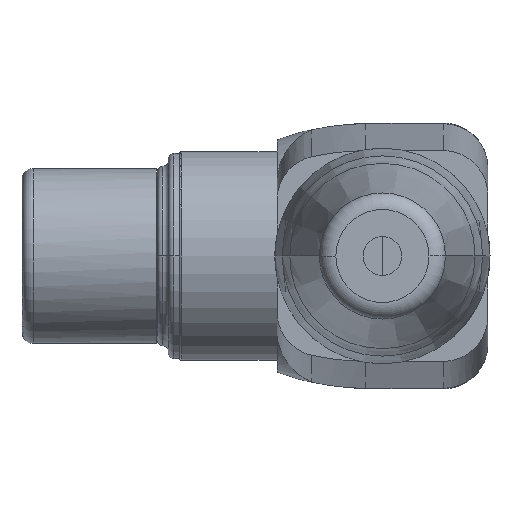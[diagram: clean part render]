
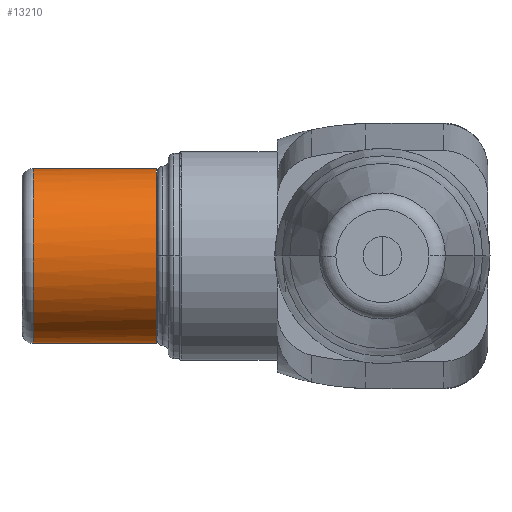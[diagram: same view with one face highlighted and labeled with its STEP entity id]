
A CAD part, front view. The second image highlights one B-rep face of the part: STEP entity #13210.
In plain terms, the highlighted cylindrical face has radius 7.9 mm (diameter 15.8 mm), a partial arc.
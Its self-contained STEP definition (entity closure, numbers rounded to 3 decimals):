
#4233=CARTESIAN_POINT('',(-2.1,5.515,-5.657));
#4244=CARTESIAN_POINT('',(-9.4,0.,0.));
#4245=DIRECTION('',(-1.,0.,0.));
#4246=DIRECTION('',(0.,0.962,0.272));
#4247=AXIS2_PLACEMENT_3D('',#4244,#4245,#4246);
#4249=DIRECTION('',(-1.,0.,0.));
#4250=VECTOR('',#4249,7.3);
#4251=CARTESIAN_POINT('',(-2.1,7.726,1.65));
#4252=LINE('',#4251,#4250);
#4253=CARTESIAN_POINT('',(-2.1,0.,0.));
#4254=DIRECTION('',(1.,0.,0.));
#4255=DIRECTION('',(0.,0.978,0.209));
#4256=AXIS2_PLACEMENT_3D('',#4253,#4254,#4255);
#4258=CARTESIAN_POINT('',(-2.1,5.515,-5.657));
#4259=CARTESIAN_POINT('',(-2.1,5.481,-5.69));
#4260=CARTESIAN_POINT('',(-2.105,5.416,
-5.752));
#4261=CARTESIAN_POINT('',(-2.125,5.328,
-5.833));
#4262=CARTESIAN_POINT('',(-2.152,5.248,
-5.905));
#4263=CARTESIAN_POINT('',(-2.186,5.174,
-5.97));
#4264=CARTESIAN_POINT('',(-2.228,5.104,
-6.03));
#4265=CARTESIAN_POINT('',(-2.278,5.038,
-6.085));
#4266=CARTESIAN_POINT('',(-2.333,4.979,
-6.133));
#4267=CARTESIAN_POINT('',(-2.392,4.929,
-6.174));
#4268=CARTESIAN_POINT('',(-2.458,4.886,
-6.208));
#4269=CARTESIAN_POINT('',(-2.532,4.852,
-6.235));
#4270=CARTESIAN_POINT('',(-2.614,4.829,
-6.253));
#4271=CARTESIAN_POINT('',(-2.671,4.823,
-6.257));
#4272=CARTESIAN_POINT('',(-2.7,4.823,-6.257));
#4274=DIRECTION('',(-1.,0.,0.));
#4275=VECTOR('',#4274,10.5);
#4276=CARTESIAN_POINT('',(-2.7,4.823,-6.257));
#4277=LINE('',#4276,#4275);
#4278=DIRECTION('',(-1.,0.,0.));
#4279=VECTOR('',#4278,3.8);
#4280=CARTESIAN_POINT('',(-9.4,7.602,2.15));
#4281=LINE('',#4280,#4279);
#4344=CARTESIAN_POINT('',(-13.2,0.,0.));
#4345=DIRECTION('',(1.,0.,0.));
#4346=DIRECTION('',(0.,0.962,0.272));
#4347=AXIS2_PLACEMENT_3D('',#4344,#4345,#4346);
#7111=CARTESIAN_POINT('',(-2.7,4.823,-6.257));
#7112=CARTESIAN_POINT('',(-13.2,4.823,-6.257));
#7113=VERTEX_POINT('',#7111);
#7114=VERTEX_POINT('',#7112);
#7120=VERTEX_POINT('',#4233);
#7127=CARTESIAN_POINT('',(-2.1,7.726,1.65));
#7128=VERTEX_POINT('',#7127);
#7129=CARTESIAN_POINT('',(-9.4,7.602,2.15));
#7130=CARTESIAN_POINT('',(-9.4,7.726,1.65));
#7131=VERTEX_POINT('',#7129);
#7132=VERTEX_POINT('',#7130);
#7135=CARTESIAN_POINT('',(-13.2,7.602,2.15));
#7136=VERTEX_POINT('',#7135);
#13193=CARTESIAN_POINT('',(16.565,0.,0.));
#13194=DIRECTION('',(-1.,0.,0.));
#13195=DIRECTION('',(0.,1.,0.));
#13196=AXIS2_PLACEMENT_3D('',#13193,#13194,#13195);
#13197=CYLINDRICAL_SURFACE('',#13196,7.9);
#13198=ORIENTED_EDGE('',*,*,#13174,.T.);
#13199=ORIENTED_EDGE('',*,*,#12663,.F.);
#13200=ORIENTED_EDGE('',*,*,#13006,.T.);
#13202=ORIENTED_EDGE('',*,*,#13201,.T.);
#13204=ORIENTED_EDGE('',*,*,#13203,.T.);
#13206=ORIENTED_EDGE('',*,*,#13205,.F.);
#13207=ORIENTED_EDGE('',*,*,#13176,.F.);
#13208=EDGE_LOOP('',(#13198,#13199,#13200,#13202,#13204,#13206,#13207));
#13209=FACE_OUTER_BOUND('',#13208,.F.);
#4248=CIRCLE('',#4247,7.9);
#4257=CIRCLE('',#4256,7.9);
#4273=B_SPLINE_CURVE_WITH_KNOTS('',3,(#4258,#4259,#4260,#4261,#4262,#4263,#4264,
#4265,#4266,#4267,#4268,#4269,#4270,#4271,#4272),.UNSPECIFIED.,.F.,.F.,(4,1,1,1,
1,1,1,1,1,1,1,1,4),(0.,0.083,0.167,0.25,
0.333,0.417,0.5,0.583,0.667,
0.75,0.833,0.917,1.),.UNSPECIFIED.);
#4348=CIRCLE('',#4347,7.9);
#12663=EDGE_CURVE('',#7128,#7132,#4252,.T.);
#13006=EDGE_CURVE('',#7128,#7120,#4257,.T.);
#13174=EDGE_CURVE('',#7131,#7132,#4248,.T.);
#13176=EDGE_CURVE('',#7131,#7136,#4281,.T.);
#13201=EDGE_CURVE('',#7120,#7113,#4273,.T.);
#13203=EDGE_CURVE('',#7113,#7114,#4277,.T.);
#13205=EDGE_CURVE('',#7136,#7114,#4348,.T.);
#13210=ADVANCED_FACE('',(#13209),#13197,.T.);
